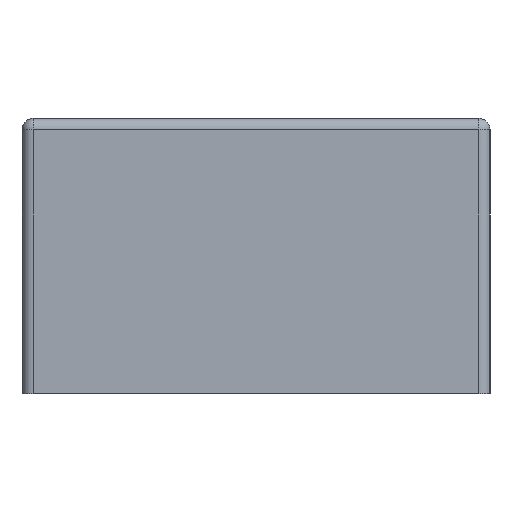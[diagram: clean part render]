
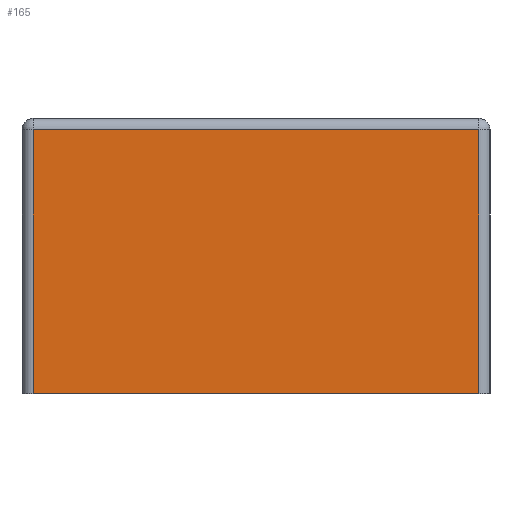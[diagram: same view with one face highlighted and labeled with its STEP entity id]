
A CAD part, left-side view. The second image highlights one B-rep face of the part: STEP entity #165.
In plain terms, the highlighted planar face has unit normal (-1, 0, 0).
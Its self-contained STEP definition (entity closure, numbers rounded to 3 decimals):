
#126 = CARTESIAN_POINT ( 'NONE',  ( -1.65, -0.809, 0.959 ) ) ;
#127 = VERTEX_POINT ( 'NONE', #126 ) ;
#128 = CARTESIAN_POINT ( 'NONE',  ( -1.65, 0.809, 0.959 ) ) ;
#129 = VERTEX_POINT ( 'NONE', #128 ) ;
#130 = CARTESIAN_POINT ( 'NONE',  ( -1.65, -0.85, 0.959 ) ) ;
#131 = DIRECTION ( 'NONE',  ( 0., 1., 0. ) ) ;
#132 = VECTOR ( 'NONE', #131, 1000. ) ;
#133 = LINE ( 'NONE', #130, #132 ) ;
#134 = EDGE_CURVE ( 'NONE', #127, #129, #133, .T. ) ;
#135 = ORIENTED_EDGE ( 'NONE', *, *, #134, .T. ) ;
#136 = CARTESIAN_POINT ( 'NONE',  ( -1.65, 0.809, 0. ) ) ;
#137 = VERTEX_POINT ( 'NONE', #136 ) ;
#138 = CARTESIAN_POINT ( 'NONE',  ( -1.65, 0.809, 1. ) ) ;
#139 = DIRECTION ( 'NONE',  ( 0., 0., -1. ) ) ;
#140 = VECTOR ( 'NONE', #139, 1000. ) ;
#141 = LINE ( 'NONE', #138, #140 ) ;
#142 = EDGE_CURVE ( 'NONE', #129, #137, #141, .T. ) ;
#143 = ORIENTED_EDGE ( 'NONE', *, *, #142, .T. ) ;
#144 = CARTESIAN_POINT ( 'NONE',  ( -1.65, -0.809, 0. ) ) ;
#145 = VERTEX_POINT ( 'NONE', #144 ) ;
#146 = CARTESIAN_POINT ( 'NONE',  ( -1.65, -0.85, 0. ) ) ;
#147 = DIRECTION ( 'NONE',  ( 0., -1., 0. ) ) ;
#148 = VECTOR ( 'NONE', #147, 1000. ) ;
#149 = LINE ( 'NONE', #146, #148 ) ;
#150 = EDGE_CURVE ( 'NONE', #137, #145, #149, .T. ) ;
#151 = ORIENTED_EDGE ( 'NONE', *, *, #150, .T. ) ;
#152 = CARTESIAN_POINT ( 'NONE',  ( -1.65, -0.809, 1. ) ) ;
#153 = DIRECTION ( 'NONE',  ( 0., 0., 1. ) ) ;
#154 = VECTOR ( 'NONE', #153, 1000. ) ;
#155 = LINE ( 'NONE', #152, #154 ) ;
#156 = EDGE_CURVE ( 'NONE', #145, #127, #155, .T. ) ;
#157 = ORIENTED_EDGE ( 'NONE', *, *, #156, .T. ) ;
#158 = EDGE_LOOP ( 'NONE', ( #135, #143, #151, #157 ) ) ;
#159 = FACE_OUTER_BOUND ( 'NONE', #158, .T. ) ;
#160 = CARTESIAN_POINT ( 'NONE',  ( -1.65, -0.85, 1. ) ) ;
#161 = DIRECTION ( 'NONE',  ( 1., 0., 0. ) ) ;
#162 = DIRECTION ( 'NONE',  ( 0., 1., 0. ) ) ;
#163 = AXIS2_PLACEMENT_3D ( 'NONE', #160, #161, #162 ) ;
#164 = PLANE ( 'NONE', #163 ) ;
#165 = ADVANCED_FACE ( 'NONE', ( #159 ), #164, .F. ) ;
